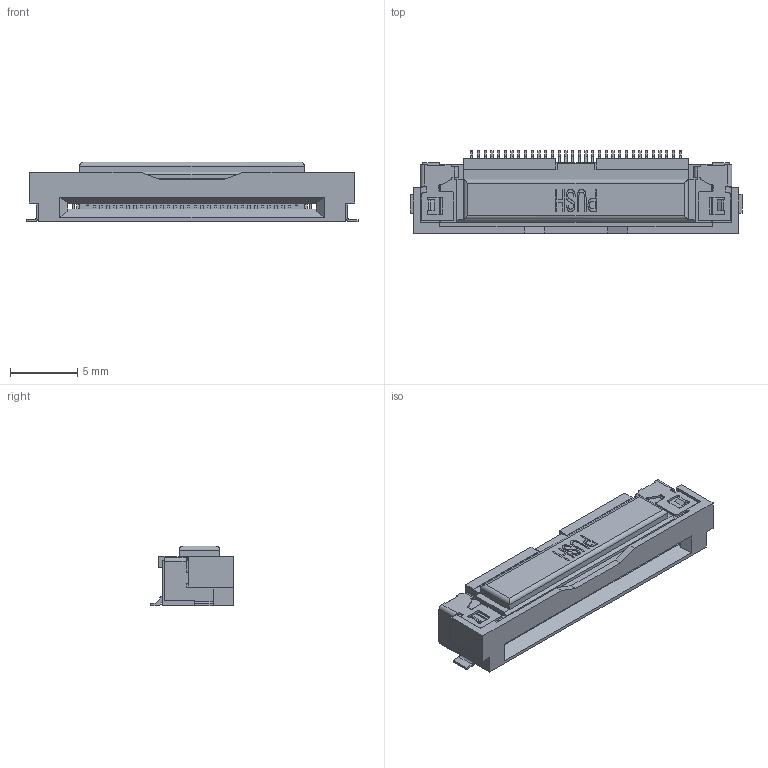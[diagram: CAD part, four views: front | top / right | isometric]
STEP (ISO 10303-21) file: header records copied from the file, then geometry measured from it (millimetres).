
FILE_DESCRIPTION(/* description */ (''),/* implementation_level */ '2;1');
FILE_NAME(/* name */ '2004850230wbm000_02_214.stp',/* time_stamp */ '2024-11-12T08:17:50+06:00',/* author */ (''),/* organization */ (''),/* preprocessor_version */ 'ST-DEVELOPER v16.7',/* originating_system */ 'SIEMENS PLM Software NX 1919',/* authorisation */ '');
FILE_SCHEMA (('AUTOMOTIVE_DESIGN { 1 0 10303 214 3 1 1 1 }'));
Length unit declared in the file: millimetre
Products named in the file (1): 2004850230wbm000_02
Bounding box: 24.69 x 6.13 x 4.46 mm (x, y, z)
Volume: 373.8 mm3; surface area: 1004.4 mm2
Topology: 1 solids, 1 shells, 1400 faces, 4219 edges, 2994 vertices
Faces by surface type: plane 1012, cylinder 378, extrusion 10
Entity records: 48085 total; most frequent: CARTESIAN_POINT 9110, ORIENTED_EDGE 8156, DIRECTION 7688, EDGE_CURVE 4078, VECTOR 3402, LINE 3392, VERTEX_POINT 2716, AXIS2_PLACEMENT_3D 2143
